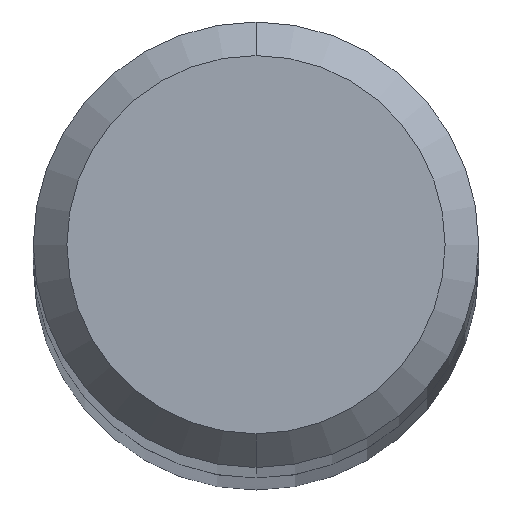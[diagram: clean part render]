
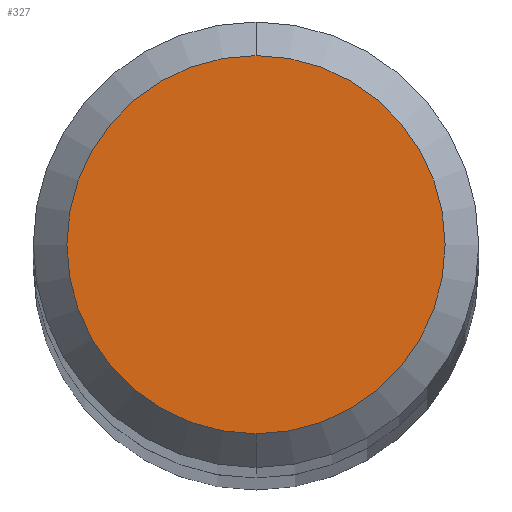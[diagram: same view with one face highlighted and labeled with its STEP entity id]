
A CAD part, top view. The second image highlights one B-rep face of the part: STEP entity #327.
In plain terms, the highlighted planar face has unit normal (0, 0, 1).
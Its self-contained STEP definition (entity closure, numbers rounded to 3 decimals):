
#225=VERTEX_POINT('',#506);
#247=EDGE_CURVE('',#297,#225,#532,.T.);
#287=EDGE_CURVE('',#225,#297,#576,.T.);
#297=VERTEX_POINT('',#586);
#327=ADVANCED_FACE('',(#617),#618,.T.);
#506=CARTESIAN_POINT('',(0.,-2.25,0.0));
#532=CIRCLE('',#908,2.25);
#576=CIRCLE('',#1007,2.25);
#586=CARTESIAN_POINT('',(0.0,2.25,0.0));
#617=FACE_OUTER_BOUND('',#1126,.T.);
#618=PLANE('',#1127);
#908=AXIS2_PLACEMENT_3D('',#1429,#1430,#1431);
#1007=AXIS2_PLACEMENT_3D('',#1474,#1475,#1476);
#1126=EDGE_LOOP('',(#1492,#1493));
#1127=AXIS2_PLACEMENT_3D('',#1494,#1495,#1496);
#1429=CARTESIAN_POINT('',(0.0,0.0,0.0));
#1430=DIRECTION('',(0.0,0.0,-1.0));
#1431=DIRECTION('',(0.0,1.0,0.0));
#1474=CARTESIAN_POINT('',(0.0,0.0,0.0));
#1475=DIRECTION('',(0.0,0.0,-1.0));
#1476=DIRECTION('',(0.0,1.0,0.0));
#1492=ORIENTED_EDGE('',*,*,#247,.F.);
#1493=ORIENTED_EDGE('',*,*,#287,.F.);
#1494=CARTESIAN_POINT('',(0.0,1.125,0.0));
#1495=DIRECTION('',(-0.0,0.0,1.0));
#1496=DIRECTION('',(0.0,-1.0,0.0));
